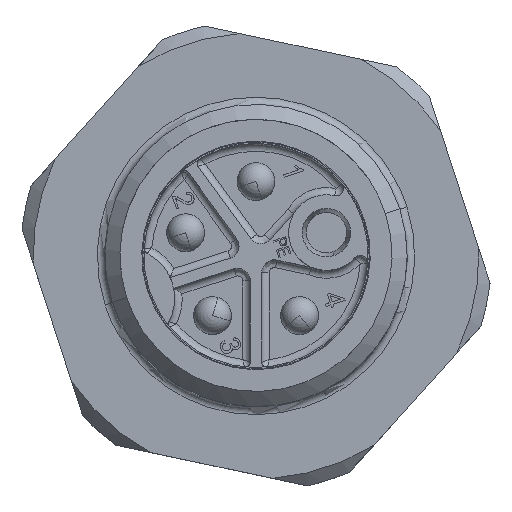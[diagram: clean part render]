
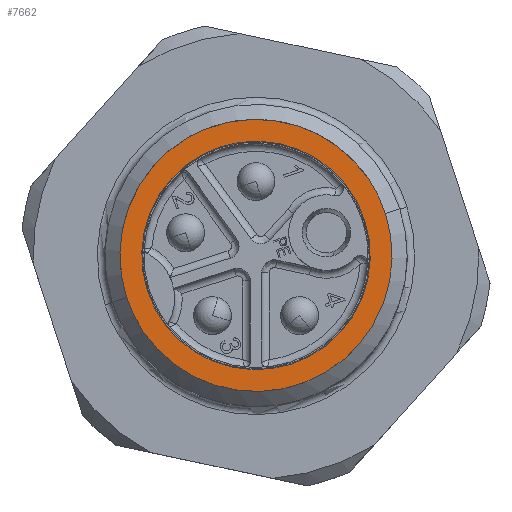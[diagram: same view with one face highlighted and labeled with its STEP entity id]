
A CAD part, top view. The second image highlights one B-rep face of the part: STEP entity #7662.
In plain terms, the highlighted planar face has unit normal (0, 0, 1).
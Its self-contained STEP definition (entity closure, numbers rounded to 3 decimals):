
#7563=AXIS2_PLACEMENT_3D('Circle Axis2P3D',#7561,#7562,$) ;
#7589=AXIS2_PLACEMENT_3D('Circle Axis2P3D',#7587,#7588,$) ;
#7602=AXIS2_PLACEMENT_3D('Plane Axis2P3D',#7599,#7600,#7601) ;
#7561=CARTESIAN_POINT('Axis2P3D Location',(9.288,9.124,39.3)) ;
#7565=CARTESIAN_POINT('Vertex',(13.601,10.526,39.3)) ;
#7567=CARTESIAN_POINT('Vertex',(4.975,7.723,39.3)) ;
#7587=CARTESIAN_POINT('Axis2P3D Location',(9.288,9.124,39.3)) ;
#7599=CARTESIAN_POINT('Axis2P3D Location',(7.619,14.26,39.3)) ;
#7605=CARTESIAN_POINT('Control Point',(14.423,10.793,39.3)) ;
#7606=CARTESIAN_POINT('Control Point',(14.599,10.251,39.3)) ;
#7607=CARTESIAN_POINT('Control Point',(14.704,9.687,39.3)) ;
#7608=CARTESIAN_POINT('Control Point',(14.733,9.112,39.3)) ;
#7609=CARTESIAN_POINT('Control Point',(14.639,7.967,39.3)) ;
#7610=CARTESIAN_POINT('Control Point',(14.252,6.886,39.3)) ;
#7611=CARTESIAN_POINT('Control Point',(13.988,6.375,39.3)) ;
#7612=CARTESIAN_POINT('Control Point',(13.331,5.433,39.3)) ;
#7613=CARTESIAN_POINT('Control Point',(12.453,4.693,39.3)) ;
#7614=CARTESIAN_POINT('Control Point',(11.967,4.384,39.3)) ;
#7615=CARTESIAN_POINT('Control Point',(10.926,3.9,39.3)) ;
#7616=CARTESIAN_POINT('Control Point',(9.794,3.702,39.3)) ;
#7617=CARTESIAN_POINT('Control Point',(9.219,3.679,39.3)) ;
#7618=CARTESIAN_POINT('Control Point',(8.076,3.785,39.3)) ;
#7619=CARTESIAN_POINT('Control Point',(6.999,4.183,39.3)) ;
#7620=CARTESIAN_POINT('Control Point',(6.49,4.453,39.3)) ;
#7621=CARTESIAN_POINT('Control Point',(5.573,5.106,39.3)) ;
#7622=CARTESIAN_POINT('Control Point',(4.853,5.97,39.3)) ;
#7623=CARTESIAN_POINT('Control Point',(4.556,6.437,39.3)) ;
#7624=CARTESIAN_POINT('Control Point',(4.321,6.935,39.3)) ;
#7625=CARTESIAN_POINT('Control Point',(4.152,7.455,39.3)) ;
#7626=CARTESIAN_POINT('Vertex',(14.423,10.793,39.3)) ;
#7628=CARTESIAN_POINT('Vertex',(4.152,7.455,39.3)) ;
#7632=CARTESIAN_POINT('Control Point',(4.152,7.455,39.3)) ;
#7633=CARTESIAN_POINT('Control Point',(3.976,7.997,39.3)) ;
#7634=CARTESIAN_POINT('Control Point',(3.871,8.561,39.3)) ;
#7635=CARTESIAN_POINT('Control Point',(3.842,9.136,39.3)) ;
#7636=CARTESIAN_POINT('Control Point',(3.936,10.281,39.3)) ;
#7637=CARTESIAN_POINT('Control Point',(4.323,11.362,39.3)) ;
#7638=CARTESIAN_POINT('Control Point',(4.588,11.874,39.3)) ;
#7639=CARTESIAN_POINT('Control Point',(5.244,12.816,39.3)) ;
#7640=CARTESIAN_POINT('Control Point',(6.123,13.555,39.3)) ;
#7641=CARTESIAN_POINT('Control Point',(6.608,13.865,39.3)) ;
#7642=CARTESIAN_POINT('Control Point',(7.65,14.348,39.3)) ;
#7643=CARTESIAN_POINT('Control Point',(8.781,14.546,39.3)) ;
#7644=CARTESIAN_POINT('Control Point',(9.356,14.569,39.3)) ;
#7645=CARTESIAN_POINT('Control Point',(10.5,14.463,39.3)) ;
#7646=CARTESIAN_POINT('Control Point',(11.577,14.065,39.3)) ;
#7647=CARTESIAN_POINT('Control Point',(12.086,13.796,39.3)) ;
#7648=CARTESIAN_POINT('Control Point',(13.002,13.142,39.3)) ;
#7649=CARTESIAN_POINT('Control Point',(13.722,12.278,39.3)) ;
#7650=CARTESIAN_POINT('Control Point',(14.02,11.812,39.3)) ;
#7651=CARTESIAN_POINT('Control Point',(14.254,11.313,39.3)) ;
#7652=CARTESIAN_POINT('Control Point',(14.423,10.793,39.3)) ;
#7562=DIRECTION('Axis2P3D Direction',(0.,-0.,1.)) ;
#7588=DIRECTION('Axis2P3D Direction',(0.,-0.,1.)) ;
#7600=DIRECTION('Axis2P3D Direction',(0.,-0.,1.)) ;
#7601=DIRECTION('Axis2P3D XDirection',(0.951,0.309,0.)) ;
#7655=ORIENTED_EDGE('',*,*,#7630,.F.) ;
#7656=ORIENTED_EDGE('',*,*,#7653,.F.) ;
#7659=ORIENTED_EDGE('',*,*,#7591,.T.) ;
#7660=ORIENTED_EDGE('',*,*,#7569,.T.) ;
#7661=FACE_BOUND('',#7658,.T.) ;
#7662=ADVANCED_FACE('Hauptk\X2\00F6\X0\rper',(#7657,#7661),#7603,.T.) ;
#7604=B_SPLINE_CURVE_WITH_KNOTS('',5,(#7605,#7606,#7607,#7608,#7609,#7610,#7611,#7612,#7613,#7614,#7615,#7616,#7617,#7618,#7619,#7620,#7621,#7622,#7623,#7624,#7625),.UNSPECIFIED.,.F.,.U.,(6,3,3,3,3,3,6),(0.,4.025,8.05,12.075,16.099,20.124,23.991),.UNSPECIFIED.) ;
#7631=B_SPLINE_CURVE_WITH_KNOTS('',5,(#7632,#7633,#7634,#7635,#7636,#7637,#7638,#7639,#7640,#7641,#7642,#7643,#7644,#7645,#7646,#7647,#7648,#7649,#7650,#7651,#7652),.UNSPECIFIED.,.F.,.U.,(6,3,3,3,3,3,6),(0.,4.025,8.05,12.075,16.099,20.124,23.991),.UNSPECIFIED.) ;
#7564=CIRCLE('generated circle',#7563,4.535) ;
#7590=CIRCLE('generated circle',#7589,4.535) ;
#7569=EDGE_CURVE('',#7566,#7568,#7564,.F.) ;
#7591=EDGE_CURVE('',#7568,#7566,#7590,.F.) ;
#7630=EDGE_CURVE('',#7627,#7629,#7604,.T.) ;
#7653=EDGE_CURVE('',#7629,#7627,#7631,.T.) ;
#7654=EDGE_LOOP('',(#7655,#7656)) ;
#7658=EDGE_LOOP('',(#7659,#7660)) ;
#7657=FACE_OUTER_BOUND('',#7654,.T.) ;
#7603=PLANE('',#7602) ;
#7566=VERTEX_POINT('',#7565) ;
#7568=VERTEX_POINT('',#7567) ;
#7627=VERTEX_POINT('',#7626) ;
#7629=VERTEX_POINT('',#7628) ;
